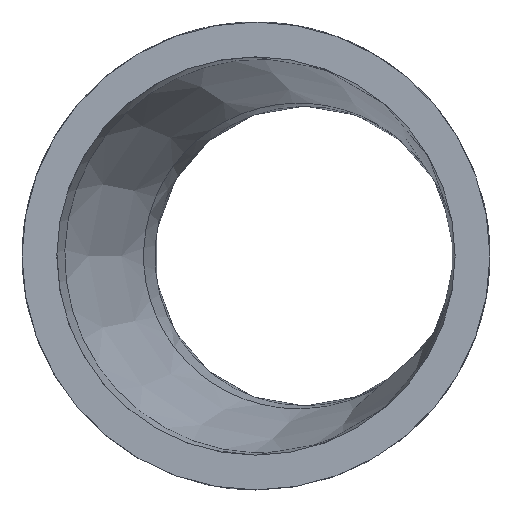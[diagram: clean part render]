
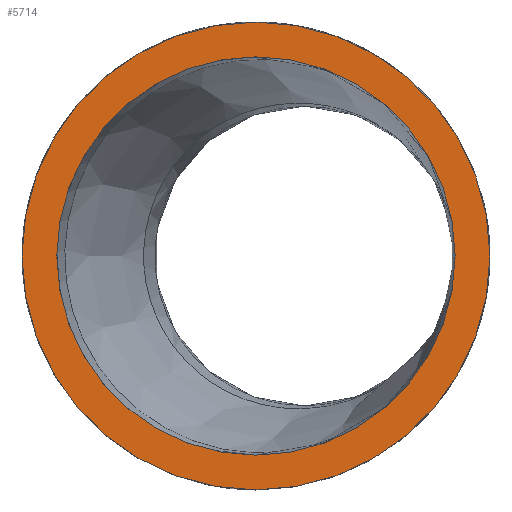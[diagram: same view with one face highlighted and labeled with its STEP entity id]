
A CAD part, left-side view. The second image highlights one B-rep face of the part: STEP entity #5714.
In plain terms, the highlighted planar face has unit normal (-1, 0, 0).
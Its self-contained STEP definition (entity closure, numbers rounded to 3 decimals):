
#500 = FACE_OUTER_BOUND ( 'NONE', #7884, .T. ) ;
#1233 = CARTESIAN_POINT ( 'NONE',  ( 0., 0., 11.45 ) ) ;
#1592 = DIRECTION ( 'NONE',  ( 0., 0., 1. ) ) ;
#2061 = CARTESIAN_POINT ( 'NONE',  ( 0., 0., 0. ) ) ;
#2535 = DIRECTION ( 'NONE',  ( 0., 0., 1. ) ) ;
#2799 = ORIENTED_EDGE ( 'NONE', *, *, #5604, .F. ) ;
#2997 = AXIS2_PLACEMENT_3D ( 'NONE', #7875, #10917, #1592 ) ;
#3165 = CARTESIAN_POINT ( 'NONE',  ( 0., 0., 13.45 ) ) ;
#3793 = AXIS2_PLACEMENT_3D ( 'NONE', #2061, #10426, #11493 ) ;
#4426 = AXIS2_PLACEMENT_3D ( 'NONE', #8798, #13096, #2535 ) ;
#4445 = FACE_BOUND ( 'NONE', #12733, .T. ) ;
#4718 = PLANE ( 'NONE',  #2997 ) ;
#5604 = EDGE_CURVE ( 'NONE', #8326, #8326, #9004, .T. ) ;
#5714 = ADVANCED_FACE ( 'NONE', ( #4445, #500 ), #4718, .T. ) ;
#7758 = ORIENTED_EDGE ( 'NONE', *, *, #8402, .T. ) ;
#7875 = CARTESIAN_POINT ( 'NONE',  ( 0., 0., 0. ) ) ;
#7884 = EDGE_LOOP ( 'NONE', ( #7758 ) ) ;
#8159 = VERTEX_POINT ( 'NONE', #3165 ) ;
#8326 = VERTEX_POINT ( 'NONE', #1233 ) ;
#8402 = EDGE_CURVE ( 'NONE', #8159, #8159, #8545, .T. ) ;
#8545 = CIRCLE ( 'NONE', #3793, 13.45 ) ;
#8798 = CARTESIAN_POINT ( 'NONE',  ( 0., 0., 0. ) ) ;
#9004 = CIRCLE ( 'NONE', #4426, 11.45 ) ;
#10426 = DIRECTION ( 'NONE',  ( -1., 0., 0. ) ) ;
#10917 = DIRECTION ( 'NONE',  ( -1., 0., 0. ) ) ;
#11493 = DIRECTION ( 'NONE',  ( 0., 0., 1. ) ) ;
#12733 = EDGE_LOOP ( 'NONE', ( #2799 ) ) ;
#13096 = DIRECTION ( 'NONE',  ( -1., 0., 0. ) ) ;
